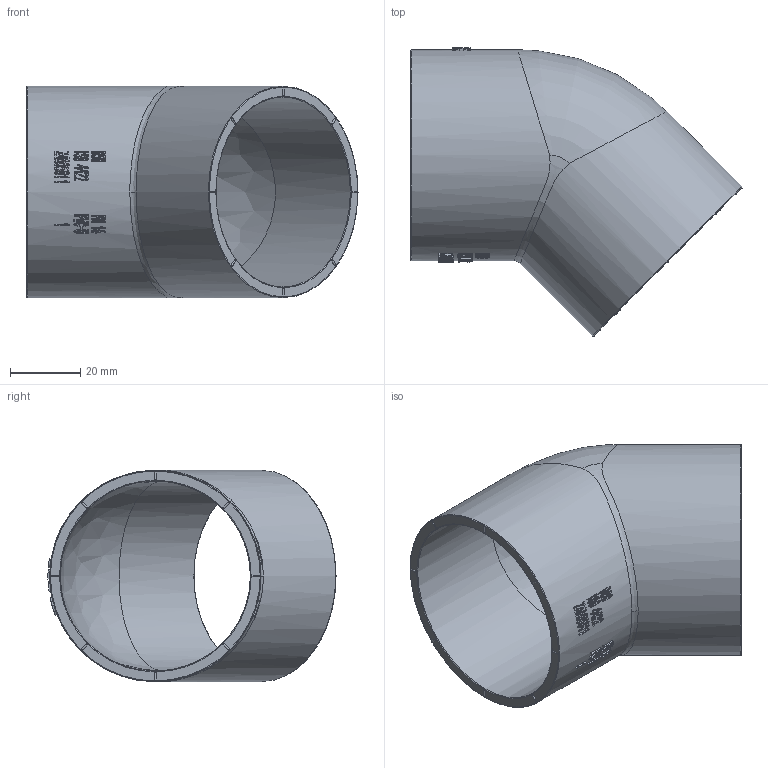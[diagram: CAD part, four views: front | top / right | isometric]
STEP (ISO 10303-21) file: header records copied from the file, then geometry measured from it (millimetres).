
FILE_DESCRIPTION(/* description */ (''),/* implementation_level */ '2;1');
FILE_NAME(/* name */ '45°弯50.stp',/* time_stamp */ '2024-07-06T09:26:51+08:00',/* author */ (''),/* organization */ (''),/* preprocessor_version */ 'ST-DEVELOPER v16',/* originating_system */ 'SIEMENS PLM Software NX 10.0',/* authorisation */ '');
FILE_SCHEMA (('AUTOMOTIVE_DESIGN { 1 0 10303 214 3 1 1 1 }'));
Length unit declared in the file: millimetre
Products named in the file (1): gelv12204B9B6dwe
Bounding box: 94.81 x 82.28 x 60.32 mm (x, y, z)
Volume: 45802.8 mm3; surface area: 31786.6 mm2
Topology: 1 solids, 1 shells, 370 faces, 970 edges, 615 vertices
Faces by surface type: plane 159, bspline 108, cylinder 67, sphere 32, torus 4
Full cylindrical faces by diameter (mm): 54.32 x2, 60.32 x2
Entity records: 28572 total; most frequent: CARTESIAN_POINT 21353, ORIENTED_EDGE 1828, EDGE_CURVE 914, DIRECTION 856, B_SPLINE_CURVE_WITH_KNOTS 728, VERTEX_POINT 610, EDGE_LOOP 436, AXIS2_PLACEMENT_3D 407
